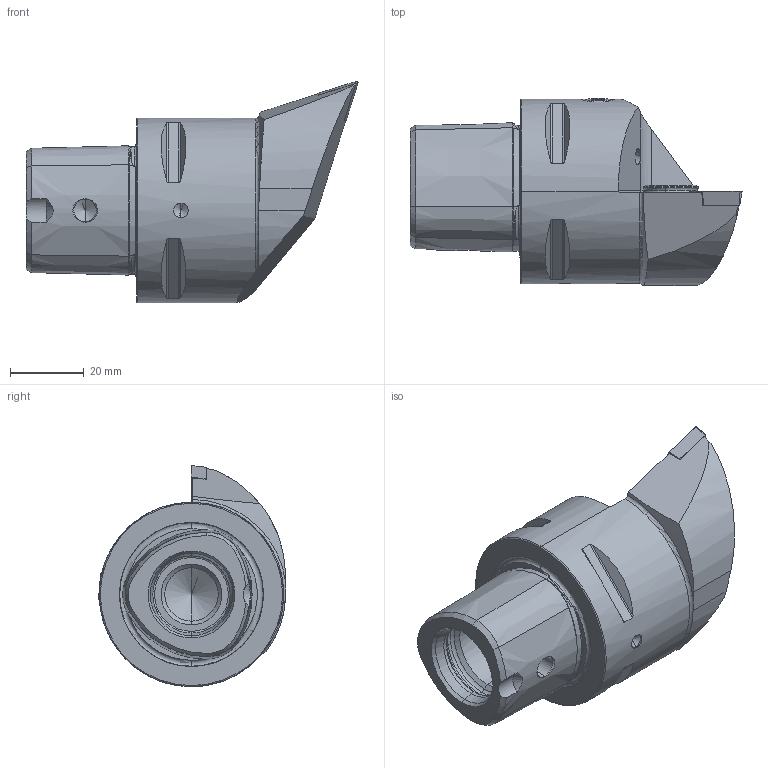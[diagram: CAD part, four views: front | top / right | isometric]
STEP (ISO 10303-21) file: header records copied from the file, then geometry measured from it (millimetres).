
FILE_DESCRIPTION (( 'STEP AP214' ), '1' );
FILE_NAME ('PS5.KDB.LHA.060-HP.STEP', '2020-09-11T12:09:25', ( '' ), ( '' ), 'SwSTEP 2.0', 'SolidWorks 2017', '' );
FILE_SCHEMA (( 'AUTOMOTIVE_DESIGN' ));
Length unit declared in the file: millimetre
Products named in the file (10): DIN 7991 - M5x15; DIN 3771 - 13x1; PS5-KDB.LHA.060-HP_B; CHP-ER1.015.006; ISO 8752 2x8; CHP-ER1.015.006_A; PS5.KDB.LHA.060-HP; DCMT11T304; WCB-ER2.001.009_A; CHP-ER1.008.014_A
Assembly tree (9 placements, depth 3):
  PS5.KDB.LHA.060-HP
    PS5-KDB.LHA.060-HP_B
    DCMT11T304
    WCB-ER2.001.009_A
    CHP-ER1.015.006
      CHP-ER1.015.006_A
      DIN 3771 - 13x1
      DIN 7991 - M5x15
    ISO 8752 2x8
    CHP-ER1.008.014_A
Bounding box: 90 x 50.71 x 60 mm (x, y, z)
Volume: 92318.5 mm3; surface area: 21291.8 mm2
Topology: 8 solids, 8 shells, 374 faces, 885 edges, 520 vertices
Faces by surface type: cone 118, cylinder 98, plane 90, torus 50, bspline 16, sphere 2
Entity records: 12387 total; most frequent: CARTESIAN_POINT 3599, DIRECTION 1754, ORIENTED_EDGE 1722, EDGE_CURVE 861, AXIS2_PLACEMENT_3D 715, VERTEX_POINT 520, EDGE_LOOP 405, FACE_OUTER_BOUND 374
